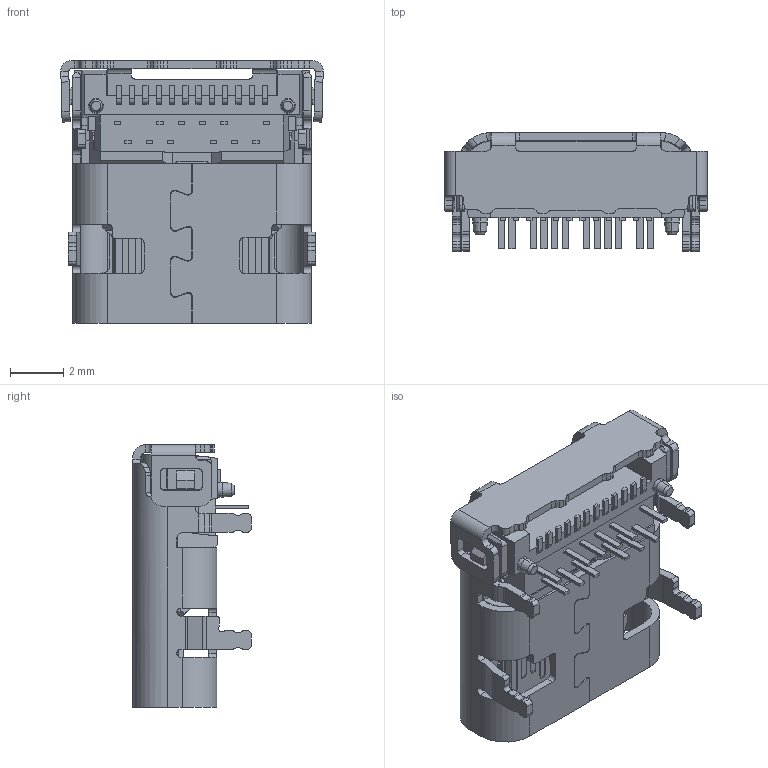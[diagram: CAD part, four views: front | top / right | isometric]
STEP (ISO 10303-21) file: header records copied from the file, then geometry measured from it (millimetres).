
FILE_DESCRIPTION((''),'2;1');
FILE_NAME('2171830001','2021-03-03T',('gga'),(''),'PRO/ENGINEER BY PARAMETRIC TECHNOLOGY CORPORATION, 2016010','PRO/ENGINEER BY PARAMETRIC TECHNOLOGY CORPORATION, 2016010','');
FILE_SCHEMA(('CONFIG_CONTROL_DESIGN'));
Length unit declared in the file: millimetre
Products named in the file (1): 2171830001
Bounding box: 9.85 x 4.46 x 9.87 mm (x, y, z)
Volume: 148.8 mm3; surface area: 745.3 mm2
Topology: 1 solids, 48 shells, 1935 faces, 5429 edges, 3567 vertices
Faces by surface type: plane 1348, cylinder 528, bspline 25, cone 22, sphere 12
Entity records: 63782 total; most frequent: CARTESIAN_POINT 14436, ORIENTED_EDGE 10566, DIRECTION 9588, EDGE_CURVE 5283, VECTOR 3916, LINE 3916, VERTEX_POINT 3433, AXIS2_PLACEMENT_3D 2836
